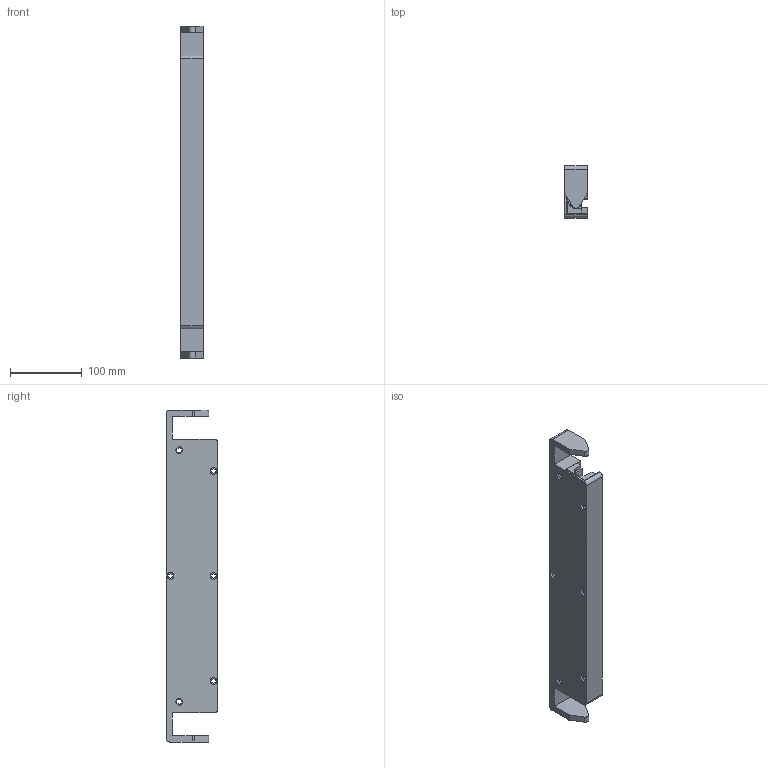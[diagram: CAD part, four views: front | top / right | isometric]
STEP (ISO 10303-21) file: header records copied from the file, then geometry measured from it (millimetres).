
FILE_DESCRIPTION (( 'STEP AP203' ), '1' );
FILE_NAME ('H-Drone Body.STEP', '2024-05-18T18:25:15', ( '' ), ( '' ), 'SwSTEP 2.0', 'SolidWorks 2023', '' );
FILE_SCHEMA (( 'CONFIG_CONTROL_DESIGN' ));
Length unit declared in the file: inch
Products named in the file (1): H-Drone Body
Bounding box: 31.75 x 72.39 x 462.28 mm (x, y, z)
Volume: 440394.6 mm3; surface area: 147334.6 mm2
Topology: 3 solids, 3 shells, 324 faces, 920 edges, 600 vertices
Faces by surface type: plane 196, cylinder 120, cone 8
Entity records: 10827 total; most frequent: CARTESIAN_POINT 2033, ORIENTED_EDGE 1824, DIRECTION 1804, EDGE_CURVE 912, LINE 634, VECTOR 634, VERTEX_POINT 600, AXIS2_PLACEMENT_3D 585
